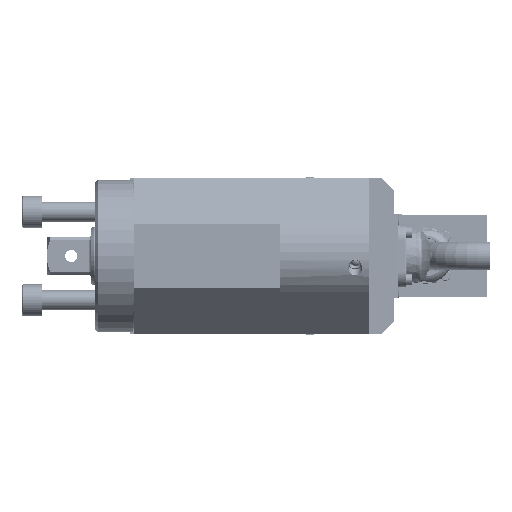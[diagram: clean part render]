
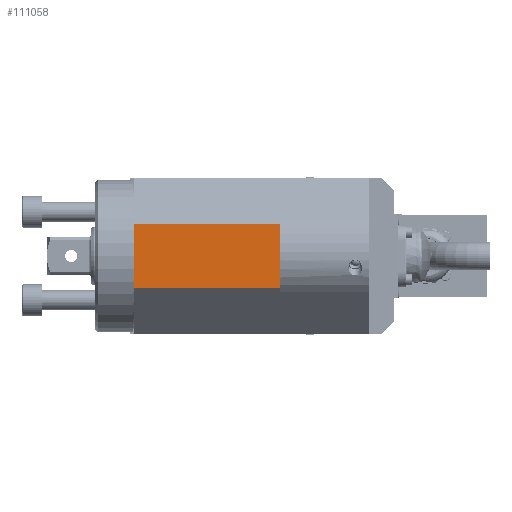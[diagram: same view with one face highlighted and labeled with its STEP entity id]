
A CAD part, left-side view. The second image highlights one B-rep face of the part: STEP entity #111058.
In plain terms, the highlighted planar face has unit normal (-1, 0, 0).
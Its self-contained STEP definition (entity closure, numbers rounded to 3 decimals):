
#1599=PLANE('',#118224);
#9948=LINE('',#175789,#18120);
#9951=LINE('',#175794,#18123);
#9952=LINE('',#175797,#18124);
#9953=LINE('',#175798,#18125);
#18120=VECTOR('',#133121,3.314);
#18123=VECTOR('',#133126,7.45);
#18124=VECTOR('',#133129,3.314);
#18125=VECTOR('',#133130,7.45);
#27762=FACE_OUTER_BOUND('',#33921,.T.);
#33921=EDGE_LOOP('',(#80647,#80648,#80649,#80650));
#49576=VERTEX_POINT('',#175786);
#49577=VERTEX_POINT('',#175788);
#49578=VERTEX_POINT('',#175792);
#49579=VERTEX_POINT('',#175796);
#61490=EDGE_CURVE('',#49576,#49577,#9948,.T.);
#61493=EDGE_CURVE('',#49576,#49578,#9951,.T.);
#61494=EDGE_CURVE('',#49578,#49579,#9952,.T.);
#61495=EDGE_CURVE('',#49577,#49579,#9953,.T.);
#80647=ORIENTED_EDGE('',*,*,#61493,.T.);
#80648=ORIENTED_EDGE('',*,*,#61494,.T.);
#80649=ORIENTED_EDGE('',*,*,#61495,.F.);
#80650=ORIENTED_EDGE('',*,*,#61490,.F.);
#111058=ADVANCED_FACE('',(#27762),#1599,.T.);
#118224=AXIS2_PLACEMENT_3D('',#175795,#133127,#133128);
#133121=DIRECTION('',(0.,0.,-1.));
#133126=DIRECTION('',(0.,1.,0.));
#133127=DIRECTION('center_axis',(-1.,0.,0.));
#133128=DIRECTION('ref_axis',(0.,1.,0.));
#133129=DIRECTION('',(0.,0.,-1.));
#133130=DIRECTION('',(0.,1.,0.));
#175786=CARTESIAN_POINT('',(-17.46,1.55,1.657));
#175788=CARTESIAN_POINT('',(-17.46,1.55,-1.657));
#175789=CARTESIAN_POINT('',(-17.46,1.55,1.657));
#175792=CARTESIAN_POINT('',(-17.46,9.,1.657));
#175794=CARTESIAN_POINT('',(-17.46,1.55,1.657));
#175795=CARTESIAN_POINT('Origin',(-17.46,-4.3,4.));
#175796=CARTESIAN_POINT('',(-17.46,9.,-1.657));
#175797=CARTESIAN_POINT('',(-17.46,9.,1.657));
#175798=CARTESIAN_POINT('',(-17.46,1.55,-1.657));
